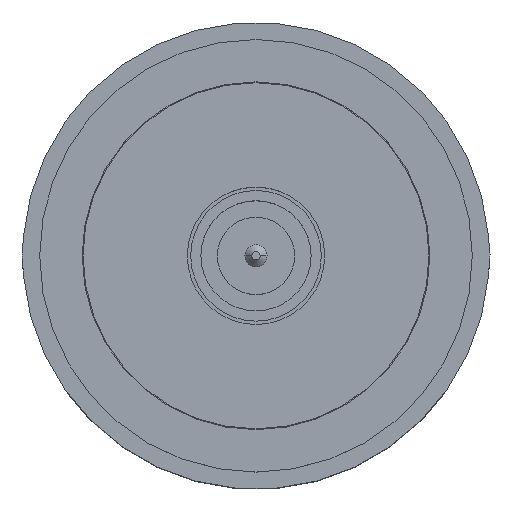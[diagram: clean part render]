
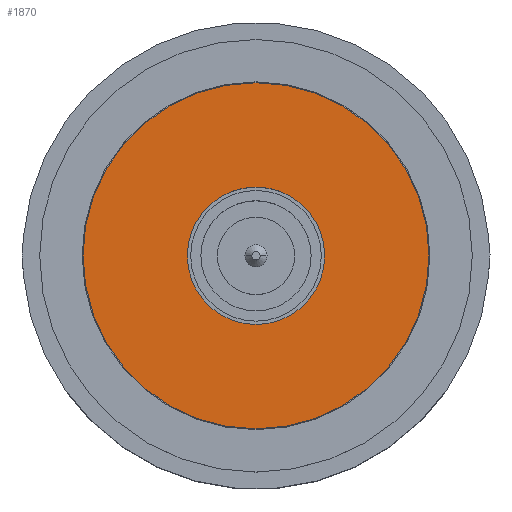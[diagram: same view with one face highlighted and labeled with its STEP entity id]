
A CAD part, top view. The second image highlights one B-rep face of the part: STEP entity #1870.
In plain terms, the highlighted planar face has unit normal (0, 0, 1).
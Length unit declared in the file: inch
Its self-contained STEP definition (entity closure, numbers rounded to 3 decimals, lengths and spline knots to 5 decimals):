
#131 = CARTESIAN_POINT ( 'NONE',  ( 0., 0., 0.25787 ) ) ;
#175 = DIRECTION ( 'NONE',  ( 1., 0., 0. ) ) ;
#272 = CIRCLE ( 'NONE', #356, 0.40157 ) ;
#356 = AXIS2_PLACEMENT_3D ( 'NONE', #840, #2210, #175 ) ;
#384 = DIRECTION ( 'NONE',  ( 1., 0., 0. ) ) ;
#394 = CARTESIAN_POINT ( 'NONE',  ( 0., 0., 0.25787 ) ) ;
#404 = DIRECTION ( 'NONE',  ( 1., 0., 0. ) ) ;
#415 = ORIENTED_EDGE ( 'NONE', *, *, #902, .F. ) ;
#451 = CIRCLE ( 'NONE', #837, 0.15945 ) ;
#548 = DIRECTION ( 'NONE',  ( 1., 0., 0. ) ) ;
#561 = CIRCLE ( 'NONE', #977, 0.15945 ) ;
#572 = PLANE ( 'NONE',  #1936 ) ;
#791 = FACE_BOUND ( 'NONE', #1971, .T. ) ;
#801 = CIRCLE ( 'NONE', #2134, 0.40157 ) ;
#837 = AXIS2_PLACEMENT_3D ( 'NONE', #131, #868, #548 ) ;
#840 = CARTESIAN_POINT ( 'NONE',  ( 0., 0., 0.25787 ) ) ;
#868 = DIRECTION ( 'NONE',  ( 0., 0., -1. ) ) ;
#886 = EDGE_CURVE ( 'NONE', #2166, #1801, #561, .T. ) ;
#902 = EDGE_CURVE ( 'NONE', #1083, #1912, #272, .T. ) ;
#942 = DIRECTION ( 'NONE',  ( 0., 0., 1. ) ) ;
#977 = AXIS2_PLACEMENT_3D ( 'NONE', #2153, #2101, #2333 ) ;
#1049 = CARTESIAN_POINT ( 'NONE',  ( 0.15945, 0., 0.25787 ) ) ;
#1083 = VERTEX_POINT ( 'NONE', #1836 ) ;
#1093 = ORIENTED_EDGE ( 'NONE', *, *, #1900, .F. ) ;
#1305 = ORIENTED_EDGE ( 'NONE', *, *, #886, .T. ) ;
#1426 = EDGE_LOOP ( 'NONE', ( #415, #1093 ) ) ;
#1566 = ORIENTED_EDGE ( 'NONE', *, *, #2128, .T. ) ;
#1648 = FACE_OUTER_BOUND ( 'NONE', #1426, .T. ) ;
#1801 = VERTEX_POINT ( 'NONE', #1049 ) ;
#1836 = CARTESIAN_POINT ( 'NONE',  ( -0.40157, 0., 0.25787 ) ) ;
#1848 = CARTESIAN_POINT ( 'NONE',  ( 0., 0., 0.25787 ) ) ;
#1870 = ADVANCED_FACE ( 'NONE', ( #791, #1648 ), #572, .T. ) ;
#1900 = EDGE_CURVE ( 'NONE', #1912, #1083, #801, .T. ) ;
#1912 = VERTEX_POINT ( 'NONE', #2057 ) ;
#1936 = AXIS2_PLACEMENT_3D ( 'NONE', #1848, #942, #384 ) ;
#1971 = EDGE_LOOP ( 'NONE', ( #1305, #1566 ) ) ;
#2051 = CARTESIAN_POINT ( 'NONE',  ( -0.15945, 0., 0.25787 ) ) ;
#2057 = CARTESIAN_POINT ( 'NONE',  ( 0.40157, 0., 0.25787 ) ) ;
#2101 = DIRECTION ( 'NONE',  ( 0., 0., -1. ) ) ;
#2128 = EDGE_CURVE ( 'NONE', #1801, #2166, #451, .T. ) ;
#2134 = AXIS2_PLACEMENT_3D ( 'NONE', #394, #2227, #404 ) ;
#2153 = CARTESIAN_POINT ( 'NONE',  ( 0., 0., 0.25787 ) ) ;
#2166 = VERTEX_POINT ( 'NONE', #2051 ) ;
#2210 = DIRECTION ( 'NONE',  ( 0., 0., -1. ) ) ;
#2227 = DIRECTION ( 'NONE',  ( 0., 0., -1. ) ) ;
#2333 = DIRECTION ( 'NONE',  ( 1., 0., 0. ) ) ;
